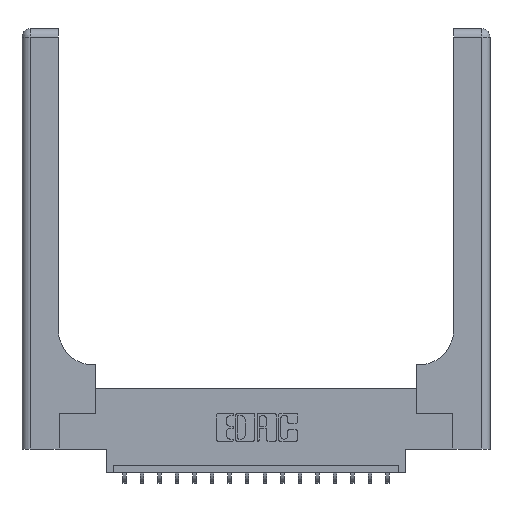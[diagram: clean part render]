
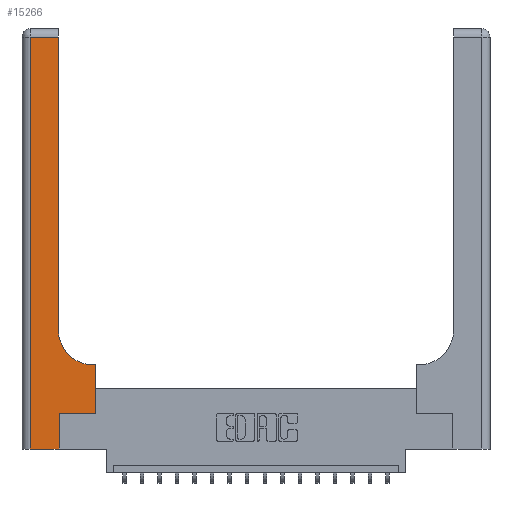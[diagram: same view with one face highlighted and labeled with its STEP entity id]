
A CAD part, top view. The second image highlights one B-rep face of the part: STEP entity #15266.
In plain terms, the highlighted planar face has unit normal (0, 0, 1).
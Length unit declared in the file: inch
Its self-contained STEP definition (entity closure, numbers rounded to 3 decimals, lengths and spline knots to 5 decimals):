
#82 = CARTESIAN_POINT ( 'NONE',  ( 0.26, 2.94, 0.37 ) ) ;
#331 = DIRECTION ( 'NONE',  ( -1., 0., 0. ) ) ;
#475 = ORIENTED_EDGE ( 'NONE', *, *, #2824, .T. ) ;
#547 = DIRECTION ( 'NONE',  ( 0., 0., -1. ) ) ;
#714 = LINE ( 'NONE', #12508, #13550 ) ;
#756 = ORIENTED_EDGE ( 'NONE', *, *, #9368, .T. ) ;
#913 = CARTESIAN_POINT ( 'NONE',  ( 0.265, 0., 0.37 ) ) ;
#1285 = CARTESIAN_POINT ( 'NONE',  ( 0., 2.94, 0.37 ) ) ;
#1608 = LINE ( 'NONE', #6120, #6300 ) ;
#1624 = VECTOR ( 'NONE', #5288, 39.37008 ) ;
#1788 = EDGE_CURVE ( 'NONE', #7138, #15086, #14074, .T. ) ;
#2076 = CARTESIAN_POINT ( 'NONE',  ( 0.528, 0.25, 0.37 ) ) ;
#2472 = VERTEX_POINT ( 'NONE', #15264 ) ;
#2490 = CARTESIAN_POINT ( 'NONE',  ( 0.26, 3., 0.37 ) ) ;
#2824 = EDGE_CURVE ( 'NONE', #2472, #13972, #12993, .T. ) ;
#3375 = LINE ( 'NONE', #2076, #4187 ) ;
#3708 = CARTESIAN_POINT ( 'NONE',  ( 0.51, 0.85, 0.37 ) ) ;
#3869 = LINE ( 'NONE', #9805, #6330 ) ;
#4187 = VECTOR ( 'NONE', #11096, 39.37008 ) ;
#4715 = DIRECTION ( 'NONE',  ( 0., 0., -1. ) ) ;
#4818 = CARTESIAN_POINT ( 'NONE',  ( 0.06, 0., 0.37 ) ) ;
#5166 = AXIS2_PLACEMENT_3D ( 'NONE', #18028, #4715, #18512 ) ;
#5288 = DIRECTION ( 'NONE',  ( 0., -1., 0. ) ) ;
#5934 = EDGE_CURVE ( 'NONE', #15086, #16252, #3375, .T. ) ;
#6120 = CARTESIAN_POINT ( 'NONE',  ( 0.26, 0.6, 0.37 ) ) ;
#6171 = ORIENTED_EDGE ( 'NONE', *, *, #5934, .T. ) ;
#6300 = VECTOR ( 'NONE', #331, 39.37008 ) ;
#6330 = VECTOR ( 'NONE', #8416, 39.37008 ) ;
#6411 = AXIS2_PLACEMENT_3D ( 'NONE', #3708, #547, #15368 ) ;
#6815 = VECTOR ( 'NONE', #18564, 39.37008 ) ;
#6837 = CARTESIAN_POINT ( 'NONE',  ( 0.06, 3., 0.37 ) ) ;
#7138 = VERTEX_POINT ( 'NONE', #7728 ) ;
#7170 = ORIENTED_EDGE ( 'NONE', *, *, #12157, .T. ) ;
#7383 = ORIENTED_EDGE ( 'NONE', *, *, #1788, .T. ) ;
#7610 = ORIENTED_EDGE ( 'NONE', *, *, #11240, .T. ) ;
#7728 = CARTESIAN_POINT ( 'NONE',  ( 0.265, 0.25, 0.37 ) ) ;
#8047 = VERTEX_POINT ( 'NONE', #8331 ) ;
#8331 = CARTESIAN_POINT ( 'NONE',  ( 0.06, 2.94, 0.37 ) ) ;
#8390 = LINE ( 'NONE', #6837, #1624 ) ;
#8416 = DIRECTION ( 'NONE',  ( 0., 1., 0. ) ) ;
#9116 = CARTESIAN_POINT ( 'NONE',  ( 0.51, 0.6, 0.37 ) ) ;
#9368 = EDGE_CURVE ( 'NONE', #13972, #8047, #16172, .T. ) ;
#9805 = CARTESIAN_POINT ( 'NONE',  ( 0.265, 0., 0.37 ) ) ;
#10361 = DIRECTION ( 'NONE',  ( 0., 1., 0. ) ) ;
#10521 = FACE_OUTER_BOUND ( 'NONE', #11682, .T. ) ;
#10749 = VERTEX_POINT ( 'NONE', #913 ) ;
#10929 = EDGE_CURVE ( 'NONE', #16252, #11091, #1608, .T. ) ;
#11076 = VERTEX_POINT ( 'NONE', #4818 ) ;
#11091 = VERTEX_POINT ( 'NONE', #9116 ) ;
#11096 = DIRECTION ( 'NONE',  ( 0., 1., 0. ) ) ;
#11127 = CARTESIAN_POINT ( 'NONE',  ( 0.265, 0.25, 0.37 ) ) ;
#11240 = EDGE_CURVE ( 'NONE', #8047, #11076, #8390, .T. ) ;
#11682 = EDGE_LOOP ( 'NONE', ( #475, #756, #7610, #14277, #7170, #7383, #6171, #15787, #13827 ) ) ;
#12075 = PLANE ( 'NONE',  #5166 ) ;
#12157 = EDGE_CURVE ( 'NONE', #10749, #7138, #3869, .T. ) ;
#12508 = CARTESIAN_POINT ( 'NONE',  ( 0., 0., 0.37 ) ) ;
#12993 = LINE ( 'NONE', #2490, #17080 ) ;
#13550 = VECTOR ( 'NONE', #16898, 39.37008 ) ;
#13827 = ORIENTED_EDGE ( 'NONE', *, *, #15624, .T. ) ;
#13972 = VERTEX_POINT ( 'NONE', #82 ) ;
#14074 = LINE ( 'NONE', #11127, #6815 ) ;
#14277 = ORIENTED_EDGE ( 'NONE', *, *, #16023, .T. ) ;
#14466 = CIRCLE ( 'NONE', #6411, 0.25 ) ;
#15086 = VERTEX_POINT ( 'NONE', #17546 ) ;
#15264 = CARTESIAN_POINT ( 'NONE',  ( 0.26, 0.85, 0.37 ) ) ;
#15266 = ADVANCED_FACE ( 'NONE', ( #10521 ), #12075, .F. ) ;
#15368 = DIRECTION ( 'NONE',  ( 1., 0., 0. ) ) ;
#15624 = EDGE_CURVE ( 'NONE', #11091, #2472, #14466, .T. ) ;
#15787 = ORIENTED_EDGE ( 'NONE', *, *, #10929, .T. ) ;
#16023 = EDGE_CURVE ( 'NONE', #11076, #10749, #714, .T. ) ;
#16076 = DIRECTION ( 'NONE',  ( -1., 0., 0. ) ) ;
#16172 = LINE ( 'NONE', #1285, #16201 ) ;
#16201 = VECTOR ( 'NONE', #16076, 39.37008 ) ;
#16252 = VERTEX_POINT ( 'NONE', #16358 ) ;
#16358 = CARTESIAN_POINT ( 'NONE',  ( 0.528, 0.6, 0.37 ) ) ;
#16898 = DIRECTION ( 'NONE',  ( 1., 0., 0. ) ) ;
#17080 = VECTOR ( 'NONE', #10361, 39.37008 ) ;
#17546 = CARTESIAN_POINT ( 'NONE',  ( 0.528, 0.25, 0.37 ) ) ;
#18028 = CARTESIAN_POINT ( 'NONE',  ( 0., 3., 0.37 ) ) ;
#18512 = DIRECTION ( 'NONE',  ( -1., 0., 0. ) ) ;
#18564 = DIRECTION ( 'NONE',  ( 1., 0., 0. ) ) ;
